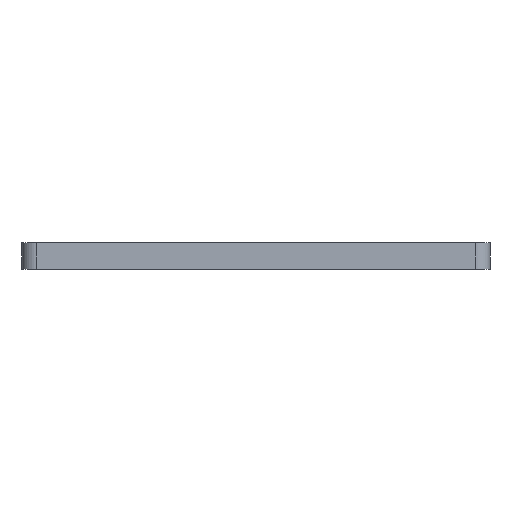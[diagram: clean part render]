
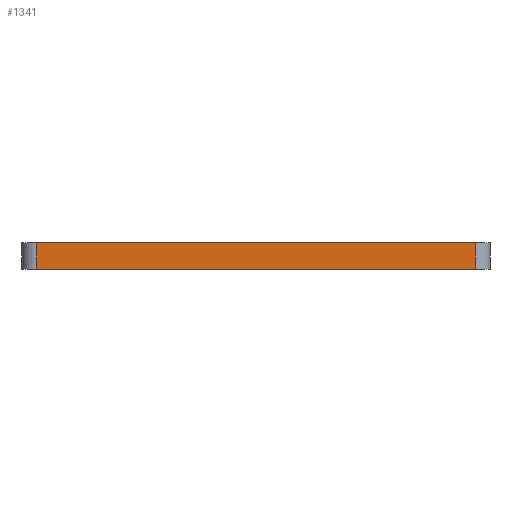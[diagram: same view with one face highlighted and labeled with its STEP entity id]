
A CAD part, left-side view. The second image highlights one B-rep face of the part: STEP entity #1341.
In plain terms, the highlighted planar face has unit normal (-1, 0, 0).
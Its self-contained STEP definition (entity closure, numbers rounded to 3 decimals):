
#88=PLANE('',#1507);
#240=FACE_OUTER_BOUND('',#335,.T.);
#335=EDGE_LOOP('',(#1190,#1191,#1192,#1193));
#452=LINE('',#2229,#556);
#457=LINE('',#2241,#561);
#466=LINE('',#2270,#570);
#467=LINE('',#2272,#571);
#556=VECTOR('',#1859,10.);
#561=VECTOR('',#1870,10.);
#570=VECTOR('',#1901,10.);
#571=VECTOR('',#1904,10.);
#683=VERTEX_POINT('',#2226);
#684=VERTEX_POINT('',#2228);
#688=VERTEX_POINT('',#2240);
#697=VERTEX_POINT('',#2268);
#857=EDGE_CURVE('',#683,#684,#452,.T.);
#863=EDGE_CURVE('',#688,#684,#457,.T.);
#878=EDGE_CURVE('',#688,#697,#466,.T.);
#879=EDGE_CURVE('',#697,#683,#467,.T.);
#1190=ORIENTED_EDGE('',*,*,#857,.F.);
#1191=ORIENTED_EDGE('',*,*,#879,.F.);
#1192=ORIENTED_EDGE('',*,*,#878,.F.);
#1193=ORIENTED_EDGE('',*,*,#863,.T.);
#1341=ADVANCED_FACE('',(#240),#88,.T.);
#1507=AXIS2_PLACEMENT_3D('',#2271,#1902,#1903);
#1859=DIRECTION('',(0.,0.,-1.));
#1870=DIRECTION('',(0.,-1.,0.));
#1901=DIRECTION('',(0.,0.,1.));
#1902=DIRECTION('center_axis',(-1.,0.,0.));
#1903=DIRECTION('ref_axis',(0.,-1.,0.));
#1904=DIRECTION('',(0.,-1.,0.));
#2226=CARTESIAN_POINT('',(-80.,-75.,9.));
#2228=CARTESIAN_POINT('',(-80.,-75.,0.));
#2229=CARTESIAN_POINT('',(-80.,-75.,0.));
#2240=CARTESIAN_POINT('',(-80.,75.,0.));
#2241=CARTESIAN_POINT('',(-80.,80.,0.));
#2268=CARTESIAN_POINT('',(-80.,75.,9.));
#2270=CARTESIAN_POINT('',(-80.,75.,0.));
#2271=CARTESIAN_POINT('Origin',(-80.,80.,0.));
#2272=CARTESIAN_POINT('',(-80.,80.,9.));
